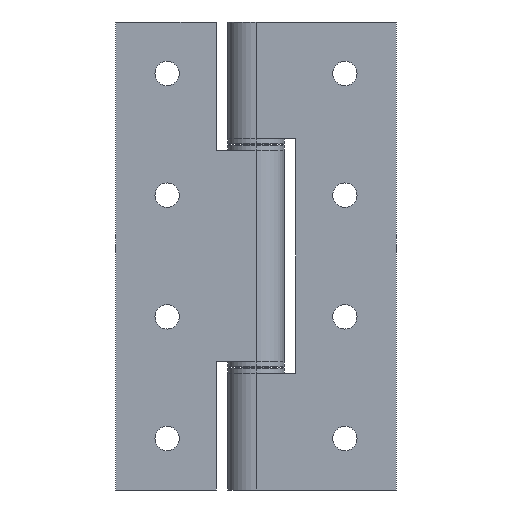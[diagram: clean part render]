
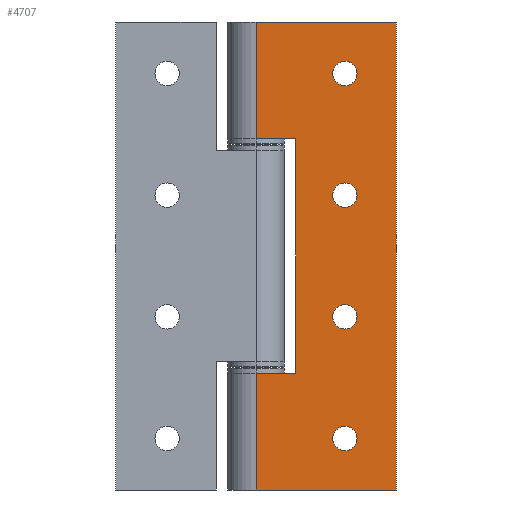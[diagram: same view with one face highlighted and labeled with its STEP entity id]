
A CAD part, front view. The second image highlights one B-rep face of the part: STEP entity #4707.
In plain terms, the highlighted planar face has unit normal (0, -1, 0).
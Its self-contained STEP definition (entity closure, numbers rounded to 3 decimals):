
#312 = CIRCLE ( 'NONE', #316, 2.6 ) ;
#316 = AXIS2_PLACEMENT_3D ( 'NONE', #1693, #1694, #1695 ) ;
#328 = LINE ( 'NONE', #1716, #3505 ) ;
#354 = LINE ( 'NONE', #1819, #3565 ) ;
#362 = FACE_BOUND ( 'NONE', #5082, .T. ) ;
#363 = FACE_BOUND ( 'NONE', #5083, .T. ) ;
#364 = FACE_BOUND ( 'NONE', #5084, .T. ) ;
#365 = FACE_BOUND ( 'NONE', #5085, .T. ) ;
#366 = FACE_OUTER_BOUND ( 'NONE', #5086, .T. ) ;
#607 = CARTESIAN_POINT ( 'NONE',  ( 30., -6., 50. ) ) ;
#623 = CARTESIAN_POINT ( 'NONE',  ( 30., -6., -50. ) ) ;
#624 = CARTESIAN_POINT ( 'NONE',  ( 8.5, -6., 25.05 ) ) ;
#625 = CARTESIAN_POINT ( 'NONE',  ( 8.5, -6., -25.05 ) ) ;
#774 = ORIENTED_EDGE ( 'NONE', *, *, #785, .T. ) ;
#782 = EDGE_CURVE ( 'NONE', #3781, #4413, #3211, .T. ) ;
#784 = EDGE_CURVE ( 'NONE', #3737, #3736, #3361, .T. ) ;
#785 = EDGE_CURVE ( 'NONE', #3745, #3744, #3363, .T. ) ;
#786 = EDGE_CURVE ( 'NONE', #3753, #3752, #3365, .T. ) ;
#787 = EDGE_CURVE ( 'NONE', #3761, #3760, #3367, .T. ) ;
#788 = EDGE_CURVE ( 'NONE', #4415, #3780, #3212, .T. ) ;
#789 = EDGE_CURVE ( 'NONE', #4414, #4415, #3213, .T. ) ;
#790 = EDGE_CURVE ( 'NONE', #4397, #4413, #3214, .T. ) ;
#791 = EDGE_CURVE ( 'NONE', #3771, #4414, #3215, .T. ) ;
#803 = ORIENTED_EDGE ( 'NONE', *, *, #784, .T. ) ;
#804 = ORIENTED_EDGE ( 'NONE', *, *, #786, .T. ) ;
#805 = ORIENTED_EDGE ( 'NONE', *, *, #4518, .T. ) ;
#806 = ORIENTED_EDGE ( 'NONE', *, *, #787, .T. ) ;
#807 = ORIENTED_EDGE ( 'NONE', *, *, #3865, .T. ) ;
#808 = ORIENTED_EDGE ( 'NONE', *, *, #789, .T. ) ;
#809 = ORIENTED_EDGE ( 'NONE', *, *, #3875, .T. ) ;
#810 = ORIENTED_EDGE ( 'NONE', *, *, #3885, .T. ) ;
#811 = ORIENTED_EDGE ( 'NONE', *, *, #4599, .T. ) ;
#812 = ORIENTED_EDGE ( 'NONE', *, *, #788, .T. ) ;
#813 = ORIENTED_EDGE ( 'NONE', *, *, #790, .F. ) ;
#814 = ORIENTED_EDGE ( 'NONE', *, *, #782, .T. ) ;
#815 = ORIENTED_EDGE ( 'NONE', *, *, #791, .T. ) ;
#816 = ORIENTED_EDGE ( 'NONE', *, *, #4642, .F. ) ;
#817 = ORIENTED_EDGE ( 'NONE', *, *, #3897, .T. ) ;
#923 = CARTESIAN_POINT ( 'NONE',  ( 0., -6., -50. ) ) ;
#924 = DIRECTION ( 'NONE',  ( 1., 0., 0. ) ) ;
#928 = CARTESIAN_POINT ( 'NONE',  ( 19., -6., -39. ) ) ;
#929 = DIRECTION ( 'NONE',  ( 0., 1., 0. ) ) ;
#930 = DIRECTION ( 'NONE',  ( 0., 0., 1. ) ) ;
#931 = CARTESIAN_POINT ( 'NONE',  ( 19., -6., -13. ) ) ;
#932 = DIRECTION ( 'NONE',  ( 0., 1., 0. ) ) ;
#933 = DIRECTION ( 'NONE',  ( 0., 0., 1. ) ) ;
#934 = CARTESIAN_POINT ( 'NONE',  ( 19., -6., 13. ) ) ;
#935 = DIRECTION ( 'NONE',  ( 0., 1., 0. ) ) ;
#936 = DIRECTION ( 'NONE',  ( 0., 0., 1. ) ) ;
#937 = CARTESIAN_POINT ( 'NONE',  ( 19., -6., 39. ) ) ;
#938 = DIRECTION ( 'NONE',  ( 0., 1., 0. ) ) ;
#939 = DIRECTION ( 'NONE',  ( 0., 0., 1. ) ) ;
#940 = CARTESIAN_POINT ( 'NONE',  ( 0., -6., -25.05 ) ) ;
#941 = DIRECTION ( 'NONE',  ( -1., 0., 0. ) ) ;
#942 = CARTESIAN_POINT ( 'NONE',  ( 8.5, -6., 50. ) ) ;
#943 = DIRECTION ( 'NONE',  ( 0., 0., -1. ) ) ;
#944 = CARTESIAN_POINT ( 'NONE',  ( 30., -6., 50. ) ) ;
#945 = DIRECTION ( 'NONE',  ( 0., 0., -1. ) ) ;
#946 = CARTESIAN_POINT ( 'NONE',  ( 0., -6., 25.05 ) ) ;
#947 = DIRECTION ( 'NONE',  ( 1., 0., 0. ) ) ;
#1327 = LINE ( 'NONE', #4728, #5434 ) ;
#1567 = CIRCLE ( 'NONE', #1570, 2.6 ) ;
#1570 = AXIS2_PLACEMENT_3D ( 'NONE', #5990, #5991, #5992 ) ;
#1581 = CIRCLE ( 'NONE', #1584, 2.6 ) ;
#1584 = AXIS2_PLACEMENT_3D ( 'NONE', #6014, #6015, #6016 ) ;
#1595 = CIRCLE ( 'NONE', #1599, 2.6 ) ;
#1599 = AXIS2_PLACEMENT_3D ( 'NONE', #6038, #6039, #6040 ) ;
#1693 = CARTESIAN_POINT ( 'NONE',  ( 19., -6., -39. ) ) ;
#1694 = DIRECTION ( 'NONE',  ( 0., 1., 0. ) ) ;
#1695 = DIRECTION ( 'NONE',  ( 0., 0., 1. ) ) ;
#1716 = CARTESIAN_POINT ( 'NONE',  ( 0., -6., 50. ) ) ;
#1717 = DIRECTION ( 'NONE',  ( 0., 0., -1. ) ) ;
#1819 = CARTESIAN_POINT ( 'NONE',  ( 0., -6., 50. ) ) ;
#1820 = DIRECTION ( 'NONE',  ( 1., 0., 0. ) ) ;
#1848 = PLANE ( 'NONE',  #3570 ) ;
#1849 = CARTESIAN_POINT ( 'NONE',  ( 0., -6., 50. ) ) ;
#1850 = DIRECTION ( 'NONE',  ( 0., 1., 0. ) ) ;
#1851 = DIRECTION ( 'NONE',  ( -1., 0., 0. ) ) ;
#2507 = CARTESIAN_POINT ( 'NONE',  ( 19., -6., -41.6 ) ) ;
#2508 = CARTESIAN_POINT ( 'NONE',  ( 19., -6., -36.4 ) ) ;
#2515 = CARTESIAN_POINT ( 'NONE',  ( 19., -6., -15.6 ) ) ;
#2516 = CARTESIAN_POINT ( 'NONE',  ( 19., -6., -10.4 ) ) ;
#2523 = CARTESIAN_POINT ( 'NONE',  ( 19., -6., 10.4 ) ) ;
#2524 = CARTESIAN_POINT ( 'NONE',  ( 19., -6., 15.6 ) ) ;
#2531 = CARTESIAN_POINT ( 'NONE',  ( 19., -6., 36.4 ) ) ;
#3211 = LINE ( 'NONE', #923, #3359 ) ;
#3212 = LINE ( 'NONE', #940, #3370 ) ;
#3213 = LINE ( 'NONE', #942, #3371 ) ;
#3214 = LINE ( 'NONE', #944, #3372 ) ;
#3215 = LINE ( 'NONE', #946, #3373 ) ;
#3359 = VECTOR ( 'NONE', #924, 1000. ) ;
#3361 = CIRCLE ( 'NONE', #3362, 2.6 ) ;
#3362 = AXIS2_PLACEMENT_3D ( 'NONE', #928, #929, #930 ) ;
#3363 = CIRCLE ( 'NONE', #3364, 2.6 ) ;
#3364 = AXIS2_PLACEMENT_3D ( 'NONE', #931, #932, #933 ) ;
#3365 = CIRCLE ( 'NONE', #3366, 2.6 ) ;
#3366 = AXIS2_PLACEMENT_3D ( 'NONE', #934, #935, #936 ) ;
#3367 = CIRCLE ( 'NONE', #3368, 2.6 ) ;
#3368 = AXIS2_PLACEMENT_3D ( 'NONE', #937, #938, #939 ) ;
#3370 = VECTOR ( 'NONE', #941, 1000. ) ;
#3371 = VECTOR ( 'NONE', #943, 1000. ) ;
#3372 = VECTOR ( 'NONE', #945, 1000. ) ;
#3373 = VECTOR ( 'NONE', #947, 1000. ) ;
#3505 = VECTOR ( 'NONE', #1717, 1000. ) ;
#3565 = VECTOR ( 'NONE', #1820, 1000. ) ;
#3570 = AXIS2_PLACEMENT_3D ( 'NONE', #1849, #1850, #1851 ) ;
#3736 = VERTEX_POINT ( 'NONE', #2507 ) ;
#3737 = VERTEX_POINT ( 'NONE', #2508 ) ;
#3744 = VERTEX_POINT ( 'NONE', #2515 ) ;
#3745 = VERTEX_POINT ( 'NONE', #2516 ) ;
#3752 = VERTEX_POINT ( 'NONE', #2523 ) ;
#3753 = VERTEX_POINT ( 'NONE', #2524 ) ;
#3760 = VERTEX_POINT ( 'NONE', #2531 ) ;
#3761 = VERTEX_POINT ( 'NONE', #5801 ) ;
#3770 = VERTEX_POINT ( 'NONE', #5810 ) ;
#3771 = VERTEX_POINT ( 'NONE', #5811 ) ;
#3780 = VERTEX_POINT ( 'NONE', #5820 ) ;
#3781 = VERTEX_POINT ( 'NONE', #5821 ) ;
#3865 = EDGE_CURVE ( 'NONE', #3744, #3745, #1567, .T. ) ;
#3875 = EDGE_CURVE ( 'NONE', #3752, #3753, #1581, .T. ) ;
#3885 = EDGE_CURVE ( 'NONE', #3760, #3761, #1595, .T. ) ;
#3897 = EDGE_CURVE ( 'NONE', #3770, #3771, #1327, .T. ) ;
#4397 = VERTEX_POINT ( 'NONE', #607 ) ;
#4413 = VERTEX_POINT ( 'NONE', #623 ) ;
#4414 = VERTEX_POINT ( 'NONE', #624 ) ;
#4415 = VERTEX_POINT ( 'NONE', #625 ) ;
#4518 = EDGE_CURVE ( 'NONE', #3736, #3737, #312, .T. ) ;
#4599 = EDGE_CURVE ( 'NONE', #3780, #3781, #328, .T. ) ;
#4642 = EDGE_CURVE ( 'NONE', #3770, #4397, #354, .T. ) ;
#4707 = ADVANCED_FACE ( 'NONE', ( #362, #363, #364, #365, #366 ), #1848, .F. ) ;
#4728 = CARTESIAN_POINT ( 'NONE',  ( 0., -6., 50. ) ) ;
#4729 = DIRECTION ( 'NONE',  ( 0., 0., -1. ) ) ;
#5082 = EDGE_LOOP ( 'NONE', ( #803, #805 ) ) ;
#5083 = EDGE_LOOP ( 'NONE', ( #774, #807 ) ) ;
#5084 = EDGE_LOOP ( 'NONE', ( #804, #809 ) ) ;
#5085 = EDGE_LOOP ( 'NONE', ( #806, #810 ) ) ;
#5086 = EDGE_LOOP ( 'NONE', ( #808, #812, #811, #814, #813, #816, #817, #815 ) ) ;
#5434 = VECTOR ( 'NONE', #4729, 1000. ) ;
#5801 = CARTESIAN_POINT ( 'NONE',  ( 19., -6., 41.6 ) ) ;
#5810 = CARTESIAN_POINT ( 'NONE',  ( 0., -6., 50. ) ) ;
#5811 = CARTESIAN_POINT ( 'NONE',  ( 0., -6., 25.05 ) ) ;
#5820 = CARTESIAN_POINT ( 'NONE',  ( 0., -6., -25.05 ) ) ;
#5821 = CARTESIAN_POINT ( 'NONE',  ( 0., -6., -50. ) ) ;
#5990 = CARTESIAN_POINT ( 'NONE',  ( 19., -6., -13. ) ) ;
#5991 = DIRECTION ( 'NONE',  ( 0., 1., 0. ) ) ;
#5992 = DIRECTION ( 'NONE',  ( 0., 0., 1. ) ) ;
#6014 = CARTESIAN_POINT ( 'NONE',  ( 19., -6., 13. ) ) ;
#6015 = DIRECTION ( 'NONE',  ( 0., 1., 0. ) ) ;
#6016 = DIRECTION ( 'NONE',  ( 0., 0., 1. ) ) ;
#6038 = CARTESIAN_POINT ( 'NONE',  ( 19., -6., 39. ) ) ;
#6039 = DIRECTION ( 'NONE',  ( 0., 1., 0. ) ) ;
#6040 = DIRECTION ( 'NONE',  ( 0., 0., 1. ) ) ;
